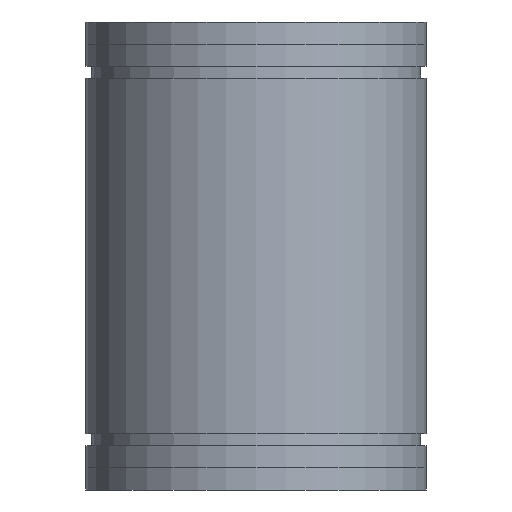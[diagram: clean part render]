
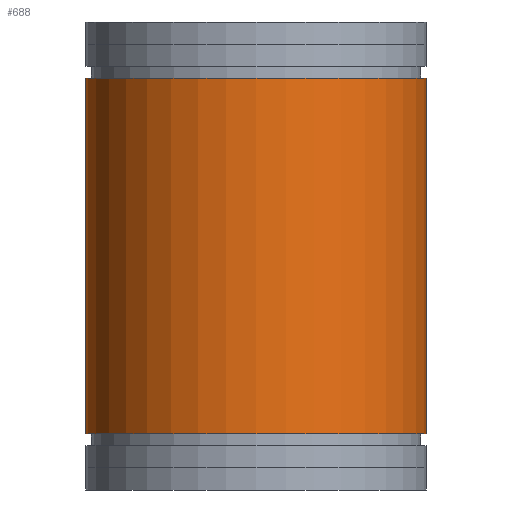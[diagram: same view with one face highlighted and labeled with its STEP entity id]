
A CAD part, front view. The second image highlights one B-rep face of the part: STEP entity #688.
In plain terms, the highlighted cylindrical face has radius 60 mm (diameter 120 mm), a full revolution.
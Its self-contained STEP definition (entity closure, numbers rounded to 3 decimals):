
#28 = EDGE_CURVE ( 'NONE', #521, #521, #176, .T. ) ;
#33 = EDGE_LOOP ( 'NONE', ( #181 ) ) ;
#40 = FACE_OUTER_BOUND ( 'NONE', #33, .T. ) ;
#96 = ORIENTED_EDGE ( 'NONE', *, *, #586, .T. ) ;
#121 = EDGE_LOOP ( 'NONE', ( #96 ) ) ;
#176 = CIRCLE ( 'NONE', #598, 60. ) ;
#181 = ORIENTED_EDGE ( 'NONE', *, *, #28, .F. ) ;
#191 = FACE_OUTER_BOUND ( 'NONE', #121, .T. ) ;
#203 = CIRCLE ( 'NONE', #654, 60. ) ;
#232 = CYLINDRICAL_SURFACE ( 'NONE', #661, 60. ) ;
#272 = CARTESIAN_POINT ( 'NONE',  ( 0., 0., -19.8 ) ) ;
#279 = DIRECTION ( 'NONE',  ( 0., 0., 1. ) ) ;
#280 = DIRECTION ( 'NONE',  ( 1., 0., 0. ) ) ;
#419 = CARTESIAN_POINT ( 'NONE',  ( 0., 0., -145.2 ) ) ;
#426 = DIRECTION ( 'NONE',  ( 0., 0., 1. ) ) ;
#427 = DIRECTION ( 'NONE',  ( 1., 0., 0. ) ) ;
#431 = CARTESIAN_POINT ( 'NONE',  ( 0., 0., 0. ) ) ;
#445 = DIRECTION ( 'NONE',  ( 1., 0., 0. ) ) ;
#446 = DIRECTION ( 'NONE',  ( 0., 0., 1. ) ) ;
#521 = VERTEX_POINT ( 'NONE', #522 ) ;
#522 = CARTESIAN_POINT ( 'NONE',  ( 60., 0., -19.8 ) ) ;
#547 = VERTEX_POINT ( 'NONE', #548 ) ;
#548 = CARTESIAN_POINT ( 'NONE',  ( 60., 0., -145.2 ) ) ;
#586 = EDGE_CURVE ( 'NONE', #547, #547, #203, .T. ) ;
#598 = AXIS2_PLACEMENT_3D ( 'NONE', #272, #279, #280 ) ;
#654 = AXIS2_PLACEMENT_3D ( 'NONE', #419, #426, #427 ) ;
#661 = AXIS2_PLACEMENT_3D ( 'NONE', #431, #446, #445 ) ;
#688 = ADVANCED_FACE ( 'NONE', ( #40, #191 ), #232, .T. ) ;
